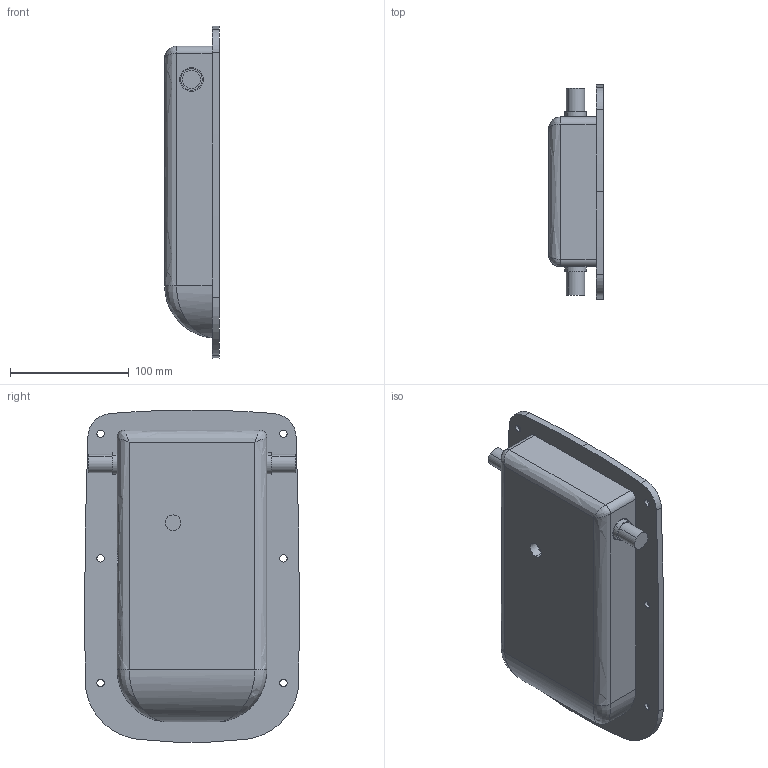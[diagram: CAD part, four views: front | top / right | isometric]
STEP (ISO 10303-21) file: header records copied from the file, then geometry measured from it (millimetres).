
FILE_DESCRIPTION (( 'STEP AP203' ), '1' );
FILE_NAME ('sone3D.STEP', '2017-07-19T08:16:30', ( '' ), ( '' ), 'SwSTEP 2.0', 'SolidWorks 2014', '' );
FILE_SCHEMA (( 'CONFIG_CONTROL_DESIGN' ));
Length unit declared in the file: millimetre
Products named in the file (5): FA-818-1ケース_; FA-818-1ハンドル_; FA-818-1ボタン_; sone3D; FA-818-1僕儑僀儞僩A_
Assembly tree (5 placements, depth 2):
  sone3D
    FA-818-1ケース_
    FA-818-1ハンドル_
    FA-818-1ボタン_
    FA-818-1僕儑僀儞僩A_  x2
Bounding box: 46 x 180.82 x 279.71 mm (x, y, z)
Volume: 659981.9 mm3; surface area: 231015.5 mm2
Topology: 6 solids, 6 shells, 349 faces, 871 edges, 543 vertices
Faces by surface type: cylinder 162, plane 105, torus 32, bspline 29, cone 21
Entity records: 12014 total; most frequent: CARTESIAN_POINT 3723, DIRECTION 1675, ORIENTED_EDGE 1616, EDGE_CURVE 808, AXIS2_PLACEMENT_3D 665, VERTEX_POINT 507, EDGE_LOOP 375, CIRCLE 360
